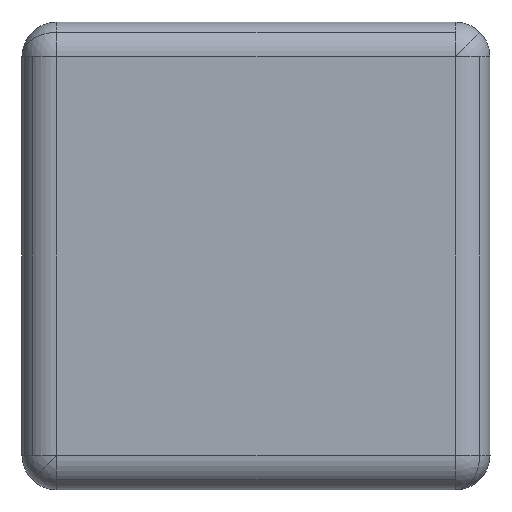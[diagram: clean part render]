
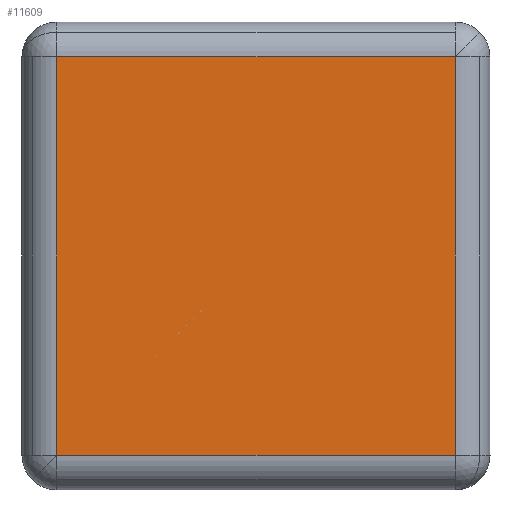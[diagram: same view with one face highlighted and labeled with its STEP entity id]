
A CAD part, left-side view. The second image highlights one B-rep face of the part: STEP entity #11609.
In plain terms, the highlighted planar face has unit normal (-1, 0, 0).
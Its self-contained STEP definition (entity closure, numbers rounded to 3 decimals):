
#63 = DIRECTION ( 'NONE',  ( 0., 1., 0. ) ) ;
#101 = EDGE_CURVE ( 'NONE', #8282, #501, #6595, .T. ) ;
#501 = VERTEX_POINT ( 'NONE', #10583 ) ;
#540 = LINE ( 'NONE', #8134, #10046 ) ;
#945 = ORIENTED_EDGE ( 'NONE', *, *, #1700, .T. ) ;
#1072 = DIRECTION ( 'NONE',  ( 1., 0., 0. ) ) ;
#1290 = ORIENTED_EDGE ( 'NONE', *, *, #11063, .T. ) ;
#1565 = VECTOR ( 'NONE', #63, 1000. ) ;
#1700 = EDGE_CURVE ( 'NONE', #3687, #8282, #11789, .T. ) ;
#2328 = DIRECTION ( 'NONE',  ( 0., 0., 1. ) ) ;
#3687 = VERTEX_POINT ( 'NONE', #8815 ) ;
#4140 = VECTOR ( 'NONE', #4650, 1000. ) ;
#4650 = DIRECTION ( 'NONE',  ( 0., 0., -1. ) ) ;
#4844 = ORIENTED_EDGE ( 'NONE', *, *, #101, .T. ) ;
#5412 = FACE_OUTER_BOUND ( 'NONE', #6895, .T. ) ;
#5551 = CARTESIAN_POINT ( 'NONE',  ( -3.05, 2.018, 1.145 ) ) ;
#5866 = CARTESIAN_POINT ( 'NONE',  ( -3.05, 0.2, 0.672 ) ) ;
#6261 = DIRECTION ( 'NONE',  ( 0., -1., 0. ) ) ;
#6595 = LINE ( 'NONE', #9309, #4140 ) ;
#6895 = EDGE_LOOP ( 'NONE', ( #945, #4844, #10255, #1290 ) ) ;
#6901 = LINE ( 'NONE', #5866, #10863 ) ;
#6932 = EDGE_CURVE ( 'NONE', #501, #11894, #540, .T. ) ;
#7531 = CARTESIAN_POINT ( 'NONE',  ( -3.05, 0.2, -1.145 ) ) ;
#8134 = CARTESIAN_POINT ( 'NONE',  ( -3.05, 0.673, -1.145 ) ) ;
#8282 = VERTEX_POINT ( 'NONE', #10682 ) ;
#8815 = CARTESIAN_POINT ( 'NONE',  ( -3.05, 0.2, 1.145 ) ) ;
#9309 = CARTESIAN_POINT ( 'NONE',  ( -3.05, 2.49, -0.673 ) ) ;
#10046 = VECTOR ( 'NONE', #6261, 1000. ) ;
#10167 = PLANE ( 'NONE',  #11646 ) ;
#10255 = ORIENTED_EDGE ( 'NONE', *, *, #6932, .T. ) ;
#10583 = CARTESIAN_POINT ( 'NONE',  ( -3.05, 2.49, -1.145 ) ) ;
#10682 = CARTESIAN_POINT ( 'NONE',  ( -3.05, 2.49, 1.145 ) ) ;
#10863 = VECTOR ( 'NONE', #2328, 1000. ) ;
#11063 = EDGE_CURVE ( 'NONE', #11894, #3687, #6901, .T. ) ;
#11170 = DIRECTION ( 'NONE',  ( 0., 1., 0. ) ) ;
#11609 = ADVANCED_FACE ( 'NONE', ( #5412 ), #10167, .F. ) ;
#11646 = AXIS2_PLACEMENT_3D ( 'NONE', #11771, #1072, #11170 ) ;
#11771 = CARTESIAN_POINT ( 'NONE',  ( -3.05, 1.345, 0. ) ) ;
#11789 = LINE ( 'NONE', #5551, #1565 ) ;
#11894 = VERTEX_POINT ( 'NONE', #7531 ) ;
